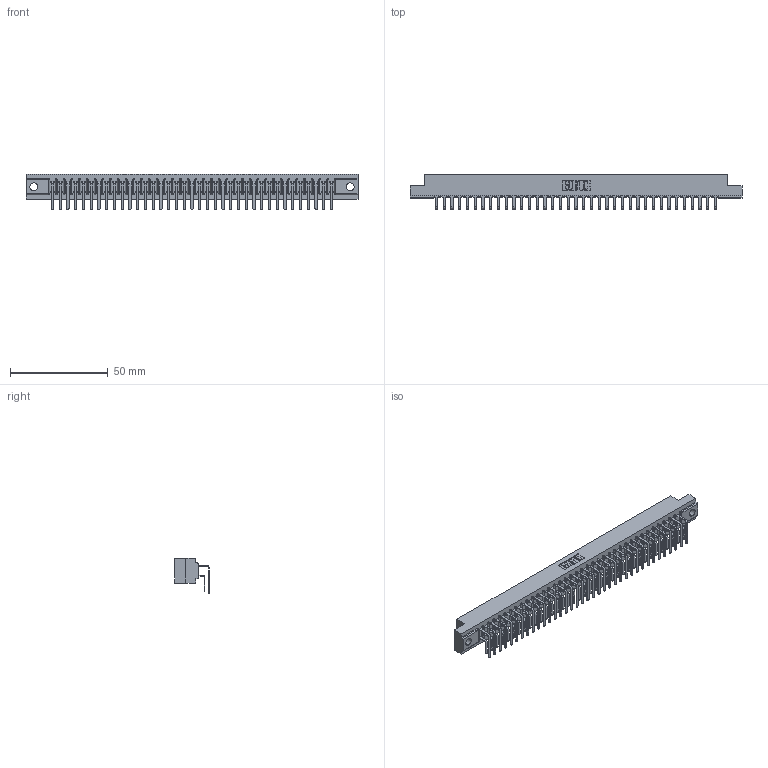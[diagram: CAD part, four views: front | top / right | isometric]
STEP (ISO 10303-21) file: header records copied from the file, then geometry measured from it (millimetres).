
FILE_DESCRIPTION (( 'STEP AP203' ), '1' );
FILE_NAME ('307-037-459-104.STEP', '2020-09-29T03:50:05', ( '' ), ( '' ), 'SwSTEP 2.0', 'SolidWorks 2020', '' );
FILE_SCHEMA (( 'CONFIG_CONTROL_DESIGN' ));
Length unit declared in the file: inch
Products named in the file (4): 307-037-459-104; 307 Part_.156 Dia Mounting Holes; 307-290-001_559 - 2 (Single); 307-290-001_558 559 - 1 (Single)
Assembly tree (75 placements, depth 2):
  307-037-459-104
    307 Part_.156 Dia Mounting Holes
    307-290-001_558 559 - 1 (Single)  x37
    307-290-001_559 - 2 (Single)  x37
Bounding box: 169.62 x 17.69 x 18.07 mm (x, y, z)
Volume: 18223.9 mm3; surface area: 23941.7 mm2
Topology: 75 solids, 75 shells, 3870 faces, 10867 edges, 7042 vertices
Faces by surface type: plane 2526, cylinder 1268, sphere 76
Entity records: 35385 total; most frequent: CARTESIAN_POINT 5797, ORIENTED_EDGE 5742, DIRECTION 5671, EDGE_CURVE 2871, LINE 2207, VECTOR 2207, VERTEX_POINT 1858, AXIS2_PLACEMENT_3D 1732
